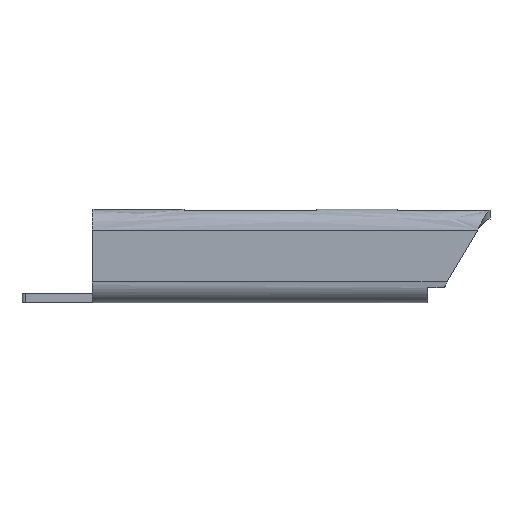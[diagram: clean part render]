
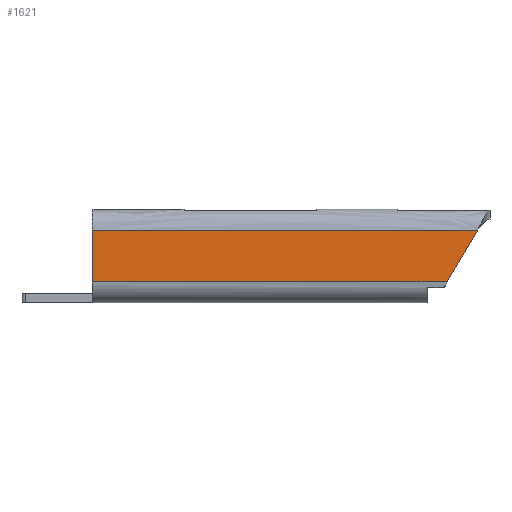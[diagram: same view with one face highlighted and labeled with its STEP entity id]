
A CAD part, left-side view. The second image highlights one B-rep face of the part: STEP entity #1621.
In plain terms, the highlighted free-form (B-spline) face has degree [1, 1] with [2, 2] control points.
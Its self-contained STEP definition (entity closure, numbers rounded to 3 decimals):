
#958 = VERTEX_POINT('',#959);
#959 = CARTESIAN_POINT('',(-31.145,-8.653,
    52.601));
#986 = VERTEX_POINT('',#987);
#987 = CARTESIAN_POINT('',(-31.145,13.399,
    52.601));
#1066 = EDGE_CURVE('',#958,#986,#1067,.T.);
#1067 = B_SPLINE_CURVE_WITH_KNOTS('',1,(#1068,#1069),.UNSPECIFIED.,.F.,
  .F.,(2,2),(-62.671,-39.924),.PIECEWISE_BEZIER_KNOTS.);
#1068 = CARTESIAN_POINT('',(-31.145,-8.653,
    52.601));
#1069 = CARTESIAN_POINT('',(-31.145,13.399,
    52.601));
#1499 = VERTEX_POINT('',#1500);
#1500 = CARTESIAN_POINT('',(-31.145,13.399,
    55.822));
#1558 = VERTEX_POINT('',#1559);
#1559 = CARTESIAN_POINT('',(-31.145,-10.556,
    55.822));
#1610 = EDGE_CURVE('',#1558,#1499,#1611,.T.);
#1611 = B_SPLINE_CURVE_WITH_KNOTS('',1,(#1612,#1613),.UNSPECIFIED.,.F.,
  .F.,(2,2),(-64.634,-39.924),.PIECEWISE_BEZIER_KNOTS.);
#1612 = CARTESIAN_POINT('',(-31.145,-10.556,
    55.822));
#1613 = CARTESIAN_POINT('',(-31.145,13.399,
    55.822));
#1621 = ADVANCED_FACE('',(#1622),#1636,.F.);
#1622 = FACE_BOUND('',#1623,.T.);
#1623 = EDGE_LOOP('',(#1624,#1625,#1630,#1631));
#1624 = ORIENTED_EDGE('',*,*,#1066,.F.);
#1625 = ORIENTED_EDGE('',*,*,#1626,.T.);
#1626 = EDGE_CURVE('',#958,#1558,#1627,.T.);
#1627 = B_SPLINE_CURVE_WITH_KNOTS('',1,(#1628,#1629),.UNSPECIFIED.,.F.,
  .F.,(2,2),(0.339,4.197),.PIECEWISE_BEZIER_KNOTS.);
#1628 = CARTESIAN_POINT('',(-31.145,-8.653,
    52.601));
#1629 = CARTESIAN_POINT('',(-31.145,-10.556,
    55.822));
#1630 = ORIENTED_EDGE('',*,*,#1610,.T.);
#1631 = ORIENTED_EDGE('',*,*,#1632,.F.);
#1632 = EDGE_CURVE('',#986,#1499,#1633,.T.);
#1633 = B_SPLINE_CURVE_WITH_KNOTS('',1,(#1634,#1635),.UNSPECIFIED.,.F.,
  .F.,(2,2),(32.419,35.74),.PIECEWISE_BEZIER_KNOTS.);
#1634 = CARTESIAN_POINT('',(-31.145,13.399,
    52.601));
#1635 = CARTESIAN_POINT('',(-31.145,13.399,
    55.822));
#1636 = B_SPLINE_SURFACE_WITH_KNOTS('',1,1,(
    (#1637,#1638)
    ,(#1639,#1640
    )),.UNSPECIFIED.,.F.,.F.,.F.,(2,2),(2,2),(39.924,
    64.634),(-35.74,-32.419),
  .PIECEWISE_BEZIER_KNOTS.);
#1637 = CARTESIAN_POINT('',(-31.145,13.399,
    55.822));
#1638 = CARTESIAN_POINT('',(-31.145,13.399,
    52.601));
#1639 = CARTESIAN_POINT('',(-31.145,-10.556,
    55.822));
#1640 = CARTESIAN_POINT('',(-31.145,-10.556,
    52.601));
